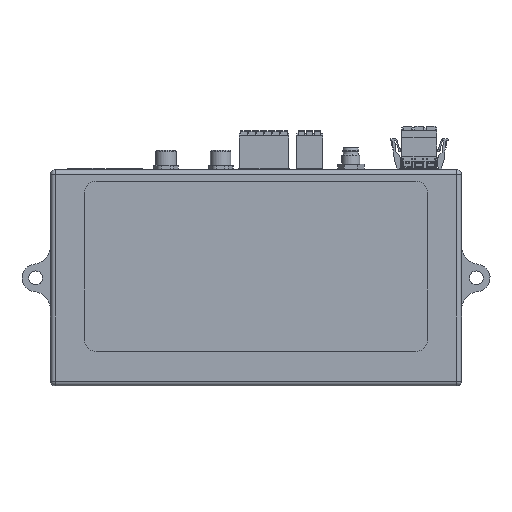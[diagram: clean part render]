
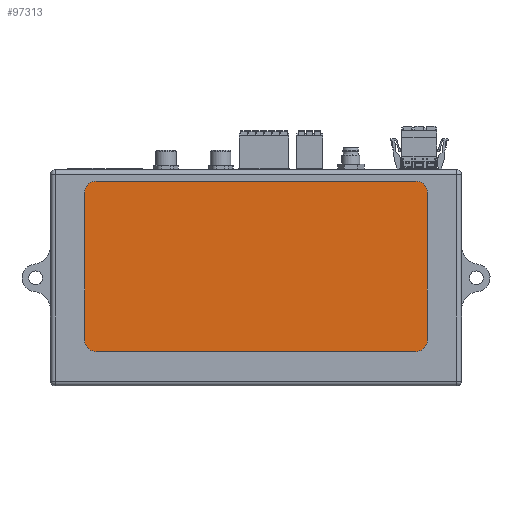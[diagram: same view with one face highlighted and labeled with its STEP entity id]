
A CAD part, front view. The second image highlights one B-rep face of the part: STEP entity #97313.
In plain terms, the highlighted face is planar.
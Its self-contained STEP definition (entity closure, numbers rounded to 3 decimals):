
#3413=CIRCLE('',#104325,5.);
#3415=CIRCLE('',#104329,5.);
#3417=CIRCLE('',#104333,5.);
#3419=CIRCLE('',#104337,5.);
#8880=FACE_OUTER_BOUND('',#14544,.T.);
#14544=EDGE_LOOP('',(#76440,#76441,#76442,#76443,#76444,#76445,#76446,#76447));
#22694=LINE('',#157830,#33072);
#22699=LINE('',#157844,#33077);
#22703=LINE('',#157856,#33081);
#22707=LINE('',#157868,#33085);
#33072=VECTOR('',#123248,1000.);
#33077=VECTOR('',#123261,1000.);
#33081=VECTOR('',#123273,1000.);
#33085=VECTOR('',#123285,1000.);
#42700=VERTEX_POINT('',#157828);
#42701=VERTEX_POINT('',#157829);
#42704=VERTEX_POINT('',#157837);
#42706=VERTEX_POINT('',#157843);
#42708=VERTEX_POINT('',#157849);
#42710=VERTEX_POINT('',#157855);
#42712=VERTEX_POINT('',#157861);
#42714=VERTEX_POINT('',#157867);
#54489=EDGE_CURVE('',#42700,#42701,#22694,.T.);
#54493=EDGE_CURVE('',#42704,#42700,#3413,.T.);
#54496=EDGE_CURVE('',#42706,#42704,#22699,.T.);
#54499=EDGE_CURVE('',#42708,#42706,#3415,.T.);
#54502=EDGE_CURVE('',#42710,#42708,#22703,.T.);
#54505=EDGE_CURVE('',#42712,#42710,#3417,.T.);
#54508=EDGE_CURVE('',#42714,#42712,#22707,.T.);
#54511=EDGE_CURVE('',#42701,#42714,#3419,.T.);
#76440=ORIENTED_EDGE('',*,*,#54511,.F.);
#76441=ORIENTED_EDGE('',*,*,#54489,.F.);
#76442=ORIENTED_EDGE('',*,*,#54493,.F.);
#76443=ORIENTED_EDGE('',*,*,#54496,.F.);
#76444=ORIENTED_EDGE('',*,*,#54499,.F.);
#76445=ORIENTED_EDGE('',*,*,#54502,.F.);
#76446=ORIENTED_EDGE('',*,*,#54505,.F.);
#76447=ORIENTED_EDGE('',*,*,#54508,.F.);
#89593=PLANE('',#104340);
#97313=ADVANCED_FACE('',(#8880),#89593,.F.);
#104325=AXIS2_PLACEMENT_3D('',#157838,#123254,#123255);
#104329=AXIS2_PLACEMENT_3D('',#157850,#123266,#123267);
#104333=AXIS2_PLACEMENT_3D('',#157862,#123278,#123279);
#104337=AXIS2_PLACEMENT_3D('',#157873,#123290,#123291);
#104340=AXIS2_PLACEMENT_3D('',#157876,#123296,#123297);
#123248=DIRECTION('',(1.,0.,0.));
#123254=DIRECTION('center_axis',(0.,0.,-1.));
#123255=DIRECTION('ref_axis',(-1.,0.,0.));
#123261=DIRECTION('',(0.,1.,0.));
#123266=DIRECTION('center_axis',(0.,0.,-1.));
#123267=DIRECTION('ref_axis',(0.,-1.,0.));
#123273=DIRECTION('',(-1.,0.,0.));
#123278=DIRECTION('center_axis',(0.,0.,-1.));
#123279=DIRECTION('ref_axis',(1.,0.,0.));
#123285=DIRECTION('',(0.,-1.,0.));
#123290=DIRECTION('center_axis',(0.,0.,-1.));
#123291=DIRECTION('ref_axis',(0.,1.,0.));
#123296=DIRECTION('center_axis',(0.,0.,-1.));
#123297=DIRECTION('ref_axis',(0.,-1.,0.));
#157828=CARTESIAN_POINT('',(-70.,32.3,-1.7));
#157829=CARTESIAN_POINT('',(70.,32.3,-1.7));
#157830=CARTESIAN_POINT('',(-70.,32.3,-1.7));
#157837=CARTESIAN_POINT('',(-75.,27.3,-1.7));
#157838=CARTESIAN_POINT('Origin',(-70.,27.3,-1.7));
#157843=CARTESIAN_POINT('',(-75.,-37.3,-1.7));
#157844=CARTESIAN_POINT('',(-75.,-37.3,-1.7));
#157849=CARTESIAN_POINT('',(-70.,-42.3,-1.7));
#157850=CARTESIAN_POINT('Origin',(-70.,-37.3,-1.7));
#157855=CARTESIAN_POINT('',(70.,-42.3,-1.7));
#157856=CARTESIAN_POINT('',(70.,-42.3,-1.7));
#157861=CARTESIAN_POINT('',(75.,-37.3,-1.7));
#157862=CARTESIAN_POINT('Origin',(70.,-37.3,-1.7));
#157867=CARTESIAN_POINT('',(75.,27.3,-1.7));
#157868=CARTESIAN_POINT('',(75.,27.3,-1.7));
#157873=CARTESIAN_POINT('Origin',(70.,27.3,-1.7));
#157876=CARTESIAN_POINT('Origin',(0.,-5.,-1.7));
